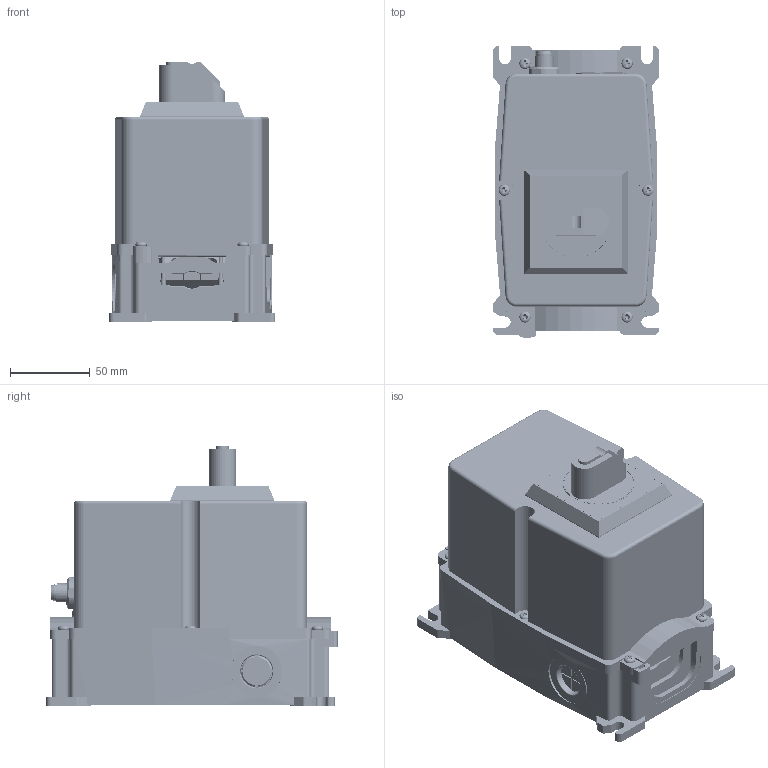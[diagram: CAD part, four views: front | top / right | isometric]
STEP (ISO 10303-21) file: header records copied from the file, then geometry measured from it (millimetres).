
FILE_DESCRIPTION(('CATIA V5 STEP Exchange','CAx-IF Rec.Pracs.--- Model Styling and Organization---1.4--- 2014-01-23'),'2;1');
FILE_NAME ('003021-2_2', '2019-01-23T10:30:22+00:00', ('none'), ('Weidmueller'), 'CATIA Version 5-6 Release 2016 SP3 HF44', 'CATIA V5 STEP AP214', 'none');
FILE_SCHEMA(('AUTOMOTIVE_DESIGN { 1 0 10303 214 1 1 1 1 }'));
Products named in the file (1): 1003260000
Bounding box: 104 x 183 x 163.5 mm (x, y, z)
Volume: 759927.9 mm3; surface area: 422392.6 mm2
Topology: 30 solids, 65 shells, 8247 faces, 23858 edges, 15753 vertices
Faces by surface type: plane 5436, cylinder 2135, cone 229, torus 216, bspline 93, extrusion 81, sphere 57
Entity records: 269416 total; most frequent: CARTESIAN_POINT 67514, ORIENTED_EDGE 47622, DIRECTION 32438, EDGE_CURVE 23811, VECTOR 16779, LINE 16698, VERTEX_POINT 15753, AXIS2_PLACEMENT_3D 10163
